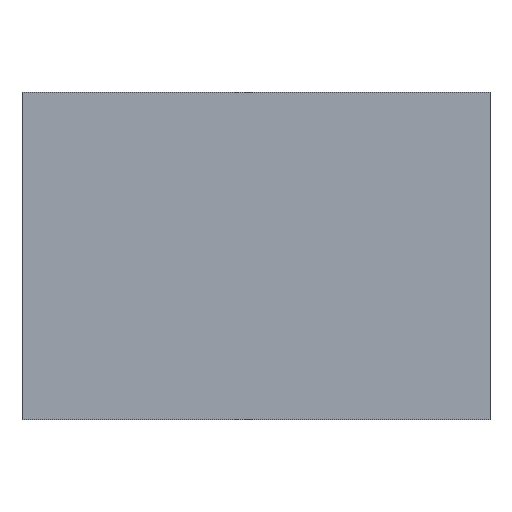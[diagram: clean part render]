
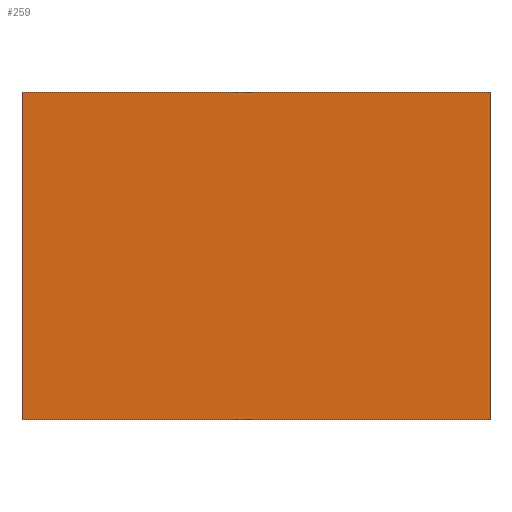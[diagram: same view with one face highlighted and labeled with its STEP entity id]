
A CAD part, front view. The second image highlights one B-rep face of the part: STEP entity #259.
In plain terms, the highlighted planar face has unit normal (0, -1, 0).
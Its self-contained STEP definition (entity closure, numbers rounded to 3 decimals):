
#28=PLANE('',#289);
#42=FACE_OUTER_BOUND('',#57,.T.);
#57=EDGE_LOOP('',(#223,#224,#225,#226));
#76=LINE('',#394,#107);
#90=LINE('',#421,#121);
#91=LINE('',#423,#122);
#92=LINE('',#424,#123);
#107=VECTOR('',#326,10.);
#121=VECTOR('',#348,10.);
#122=VECTOR('',#351,10.);
#123=VECTOR('',#352,10.);
#136=VERTEX_POINT('',#390);
#138=VERTEX_POINT('',#393);
#146=VERTEX_POINT('',#417);
#147=VERTEX_POINT('',#419);
#164=EDGE_CURVE('',#136,#138,#76,.T.);
#178=EDGE_CURVE('',#146,#147,#90,.T.);
#179=EDGE_CURVE('',#136,#146,#91,.T.);
#180=EDGE_CURVE('',#138,#147,#92,.T.);
#223=ORIENTED_EDGE('',*,*,#179,.T.);
#224=ORIENTED_EDGE('',*,*,#178,.T.);
#225=ORIENTED_EDGE('',*,*,#180,.F.);
#226=ORIENTED_EDGE('',*,*,#164,.F.);
#259=ADVANCED_FACE('',(#42),#28,.T.);
#289=AXIS2_PLACEMENT_3D('',#422,#349,#350);
#326=DIRECTION('',(0.,0.,-1.));
#348=DIRECTION('',(0.,0.,-1.));
#349=DIRECTION('center_axis',(0.,-1.,0.));
#350=DIRECTION('ref_axis',(-1.,0.,0.));
#351=DIRECTION('',(-1.,0.,0.));
#352=DIRECTION('',(-1.,0.,0.));
#390=CARTESIAN_POINT('',(9.2,-0.5,12.));
#393=CARTESIAN_POINT('',(9.2,-0.5,-2.));
#394=CARTESIAN_POINT('',(9.2,-0.5,12.));
#417=CARTESIAN_POINT('',(-10.8,-0.5,12.));
#419=CARTESIAN_POINT('',(-10.8,-0.5,-2.));
#421=CARTESIAN_POINT('',(-10.8,-0.5,12.));
#422=CARTESIAN_POINT('Origin',(9.2,-0.5,12.));
#423=CARTESIAN_POINT('',(-7.8,-0.5,12.));
#424=CARTESIAN_POINT('',(-7.8,-0.5,-2.));
